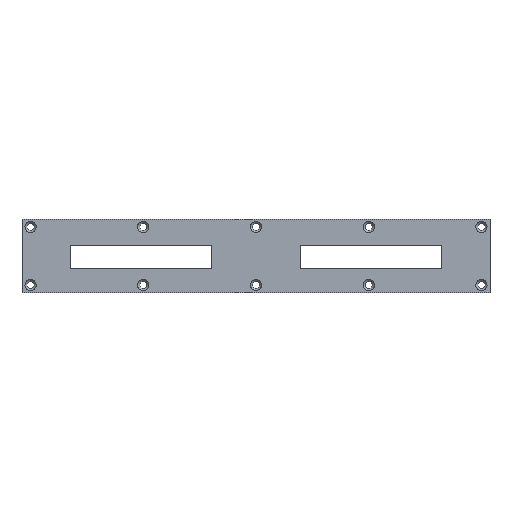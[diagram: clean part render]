
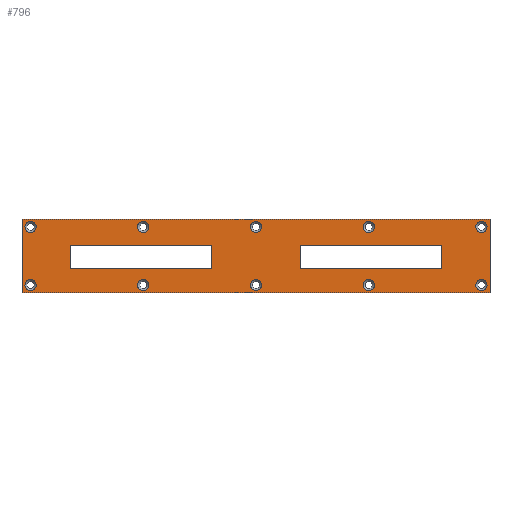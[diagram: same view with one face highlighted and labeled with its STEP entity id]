
A CAD part, top view. The second image highlights one B-rep face of the part: STEP entity #796.
In plain terms, the highlighted planar face has unit normal (0, 0, 1).
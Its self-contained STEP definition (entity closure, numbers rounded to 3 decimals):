
#165=DIRECTION('',(0.,-1.,0.));
#166=VECTOR('',#165,30.);
#167=CARTESIAN_POINT('',(-95.,15.,0.8));
#168=LINE('',#167,#166);
#169=DIRECTION('',(-1.,0.,0.));
#170=VECTOR('',#169,190.);
#171=CARTESIAN_POINT('',(95.,15.,0.8));
#172=LINE('',#171,#170);
#173=DIRECTION('',(0.,1.,0.));
#174=VECTOR('',#173,30.);
#175=CARTESIAN_POINT('',(95.,-15.,0.8));
#176=LINE('',#175,#174);
#177=DIRECTION('',(1.,0.,0.));
#178=VECTOR('',#177,190.);
#179=CARTESIAN_POINT('',(-95.,-15.,0.8));
#180=LINE('',#179,#178);
#181=DIRECTION('',(0.,-1.,0.));
#182=VECTOR('',#181,9.554);
#183=CARTESIAN_POINT('',(75.472,4.404,0.8));
#184=LINE('',#183,#182);
#185=DIRECTION('',(1.,0.,0.));
#186=VECTOR('',#185,57.5);
#187=CARTESIAN_POINT('',(17.972,4.404,0.8));
#188=LINE('',#187,#186);
#189=DIRECTION('',(0.,1.,0.));
#190=VECTOR('',#189,9.554);
#191=CARTESIAN_POINT('',(17.972,-5.15,0.8));
#192=LINE('',#191,#190);
#193=DIRECTION('',(-1.,0.,0.));
#194=VECTOR('',#193,57.5);
#195=CARTESIAN_POINT('',(75.472,-5.15,0.8));
#196=LINE('',#195,#194);
#197=DIRECTION('',(1.,0.,0.));
#198=VECTOR('',#197,57.5);
#199=CARTESIAN_POINT('',(-75.5,4.404,0.8));
#200=LINE('',#199,#198);
#201=DIRECTION('',(0.,1.,0.));
#202=VECTOR('',#201,9.554);
#203=CARTESIAN_POINT('',(-75.5,-5.15,0.8));
#204=LINE('',#203,#202);
#205=DIRECTION('',(-1.,0.,0.));
#206=VECTOR('',#205,57.5);
#207=CARTESIAN_POINT('',(-18.,-5.15,0.8));
#208=LINE('',#207,#206);
#209=DIRECTION('',(0.,-1.,0.));
#210=VECTOR('',#209,9.554);
#211=CARTESIAN_POINT('',(-18.,4.404,0.8));
#212=LINE('',#211,#210);
#213=CARTESIAN_POINT('',(-91.5,-11.8,0.8));
#214=DIRECTION('',(0.,0.,-1.));
#215=DIRECTION('',(1.,0.,0.));
#216=AXIS2_PLACEMENT_3D('',#213,#214,#215);
#218=CARTESIAN_POINT('',(-91.5,-11.8,0.8));
#219=DIRECTION('',(0.,0.,-1.));
#220=DIRECTION('',(-1.,0.,0.));
#221=AXIS2_PLACEMENT_3D('',#218,#219,#220);
#223=CARTESIAN_POINT('',(-91.5,11.8,0.8));
#224=DIRECTION('',(0.,0.,-1.));
#225=DIRECTION('',(1.,0.,0.));
#226=AXIS2_PLACEMENT_3D('',#223,#224,#225);
#228=CARTESIAN_POINT('',(-91.5,11.8,0.8));
#229=DIRECTION('',(0.,0.,-1.));
#230=DIRECTION('',(-1.,0.,0.));
#231=AXIS2_PLACEMENT_3D('',#228,#229,#230);
#233=CARTESIAN_POINT('',(-45.75,11.8,0.8));
#234=DIRECTION('',(0.,0.,-1.));
#235=DIRECTION('',(-1.,0.,0.));
#236=AXIS2_PLACEMENT_3D('',#233,#234,#235);
#238=CARTESIAN_POINT('',(-45.75,11.8,0.8));
#239=DIRECTION('',(0.,0.,-1.));
#240=DIRECTION('',(1.,0.,0.));
#241=AXIS2_PLACEMENT_3D('',#238,#239,#240);
#243=CARTESIAN_POINT('',(-45.75,-11.8,0.8));
#244=DIRECTION('',(0.,0.,-1.));
#245=DIRECTION('',(1.,0.,0.));
#246=AXIS2_PLACEMENT_3D('',#243,#244,#245);
#248=CARTESIAN_POINT('',(-45.75,-11.8,0.8));
#249=DIRECTION('',(0.,0.,-1.));
#250=DIRECTION('',(-1.,0.,0.));
#251=AXIS2_PLACEMENT_3D('',#248,#249,#250);
#253=CARTESIAN_POINT('',(0.,-11.8,0.8));
#254=DIRECTION('',(0.,0.,-1.));
#255=DIRECTION('',(1.,0.,0.));
#256=AXIS2_PLACEMENT_3D('',#253,#254,#255);
#258=CARTESIAN_POINT('',(0.,-11.8,0.8));
#259=DIRECTION('',(0.,0.,-1.));
#260=DIRECTION('',(-1.,0.,0.));
#261=AXIS2_PLACEMENT_3D('',#258,#259,#260);
#263=CARTESIAN_POINT('',(0.,11.8,0.8));
#264=DIRECTION('',(0.,0.,-1.));
#265=DIRECTION('',(-1.,0.,0.));
#266=AXIS2_PLACEMENT_3D('',#263,#264,#265);
#268=CARTESIAN_POINT('',(0.,11.8,0.8));
#269=DIRECTION('',(0.,0.,-1.));
#270=DIRECTION('',(1.,0.,0.));
#271=AXIS2_PLACEMENT_3D('',#268,#269,#270);
#273=CARTESIAN_POINT('',(45.75,11.8,0.8));
#274=DIRECTION('',(0.,0.,-1.));
#275=DIRECTION('',(-1.,0.,0.));
#276=AXIS2_PLACEMENT_3D('',#273,#274,#275);
#278=CARTESIAN_POINT('',(45.75,11.8,0.8));
#279=DIRECTION('',(0.,0.,-1.));
#280=DIRECTION('',(1.,0.,0.));
#281=AXIS2_PLACEMENT_3D('',#278,#279,#280);
#283=CARTESIAN_POINT('',(45.75,-11.8,0.8));
#284=DIRECTION('',(0.,0.,-1.));
#285=DIRECTION('',(1.,0.,0.));
#286=AXIS2_PLACEMENT_3D('',#283,#284,#285);
#288=CARTESIAN_POINT('',(45.75,-11.8,0.8));
#289=DIRECTION('',(0.,0.,-1.));
#290=DIRECTION('',(-1.,0.,0.));
#291=AXIS2_PLACEMENT_3D('',#288,#289,#290);
#293=CARTESIAN_POINT('',(91.5,-11.8,0.8));
#294=DIRECTION('',(0.,0.,-1.));
#295=DIRECTION('',(1.,0.,0.));
#296=AXIS2_PLACEMENT_3D('',#293,#294,#295);
#298=CARTESIAN_POINT('',(91.5,-11.8,0.8));
#299=DIRECTION('',(0.,0.,-1.));
#300=DIRECTION('',(-1.,0.,0.));
#301=AXIS2_PLACEMENT_3D('',#298,#299,#300);
#303=CARTESIAN_POINT('',(91.5,11.8,0.8));
#304=DIRECTION('',(0.,0.,-1.));
#305=DIRECTION('',(-1.,0.,0.));
#306=AXIS2_PLACEMENT_3D('',#303,#304,#305);
#308=CARTESIAN_POINT('',(91.5,11.8,0.8));
#309=DIRECTION('',(0.,0.,-1.));
#310=DIRECTION('',(1.,0.,0.));
#311=AXIS2_PLACEMENT_3D('',#308,#309,#310);
#433=CARTESIAN_POINT('',(-95.,15.,0.8));
#434=CARTESIAN_POINT('',(-95.,-15.,0.8));
#435=VERTEX_POINT('',#433);
#436=VERTEX_POINT('',#434);
#437=CARTESIAN_POINT('',(95.,-15.,0.8));
#438=VERTEX_POINT('',#437);
#439=CARTESIAN_POINT('',(95.,15.,0.8));
#440=VERTEX_POINT('',#439);
#441=CARTESIAN_POINT('',(89.2,-11.8,0.8));
#443=VERTEX_POINT('',#441);
#445=CARTESIAN_POINT('',(93.8,-11.8,0.8));
#447=VERTEX_POINT('',#445);
#449=CARTESIAN_POINT('',(-89.2,-11.8,0.8));
#450=CARTESIAN_POINT('',(-93.8,-11.8,0.8));
#451=VERTEX_POINT('',#449);
#452=VERTEX_POINT('',#450);
#457=CARTESIAN_POINT('',(-89.2,11.8,0.8));
#458=CARTESIAN_POINT('',(-93.8,11.8,0.8));
#459=VERTEX_POINT('',#457);
#460=VERTEX_POINT('',#458);
#465=CARTESIAN_POINT('',(-48.05,11.8,0.8));
#466=CARTESIAN_POINT('',(-43.45,11.8,0.8));
#467=VERTEX_POINT('',#465);
#468=VERTEX_POINT('',#466);
#473=CARTESIAN_POINT('',(-43.45,-11.8,0.8));
#474=CARTESIAN_POINT('',(-48.05,-11.8,0.8));
#475=VERTEX_POINT('',#473);
#476=VERTEX_POINT('',#474);
#481=CARTESIAN_POINT('',(2.3,-11.8,0.8));
#482=CARTESIAN_POINT('',(-2.3,-11.8,0.8));
#483=VERTEX_POINT('',#481);
#484=VERTEX_POINT('',#482);
#489=CARTESIAN_POINT('',(-2.3,11.8,0.8));
#490=CARTESIAN_POINT('',(2.3,11.8,0.8));
#491=VERTEX_POINT('',#489);
#492=VERTEX_POINT('',#490);
#497=CARTESIAN_POINT('',(43.45,11.8,0.8));
#498=CARTESIAN_POINT('',(48.05,11.8,0.8));
#499=VERTEX_POINT('',#497);
#500=VERTEX_POINT('',#498);
#505=CARTESIAN_POINT('',(48.05,-11.8,0.8));
#506=CARTESIAN_POINT('',(43.45,-11.8,0.8));
#507=VERTEX_POINT('',#505);
#508=VERTEX_POINT('',#506);
#513=CARTESIAN_POINT('',(89.2,11.8,0.8));
#514=CARTESIAN_POINT('',(93.8,11.8,0.8));
#515=VERTEX_POINT('',#513);
#516=VERTEX_POINT('',#514);
#529=CARTESIAN_POINT('',(75.472,4.404,0.8));
#530=CARTESIAN_POINT('',(75.472,-5.15,0.8));
#531=VERTEX_POINT('',#529);
#532=VERTEX_POINT('',#530);
#533=CARTESIAN_POINT('',(17.972,-5.15,0.8));
#534=VERTEX_POINT('',#533);
#535=CARTESIAN_POINT('',(17.972,4.404,0.8));
#536=VERTEX_POINT('',#535);
#545=CARTESIAN_POINT('',(-75.5,4.404,0.8));
#546=CARTESIAN_POINT('',(-18.,4.404,0.8));
#547=VERTEX_POINT('',#545);
#548=VERTEX_POINT('',#546);
#549=CARTESIAN_POINT('',(-18.,-5.15,0.8));
#550=VERTEX_POINT('',#549);
#551=CARTESIAN_POINT('',(-75.5,-5.15,0.8));
#552=VERTEX_POINT('',#551);
#705=CARTESIAN_POINT('',(0.,0.,0.8));
#706=DIRECTION('',(0.,0.,1.));
#707=DIRECTION('',(1.,0.,0.));
#708=AXIS2_PLACEMENT_3D('',#705,#706,#707);
#709=PLANE('',#708);
#710=ORIENTED_EDGE('',*,*,#657,.F.);
#711=ORIENTED_EDGE('',*,*,#672,.F.);
#712=ORIENTED_EDGE('',*,*,#686,.F.);
#713=ORIENTED_EDGE('',*,*,#699,.F.);
#714=EDGE_LOOP('',(#710,#711,#712,#713));
#715=FACE_OUTER_BOUND('',#714,.F.);
#717=ORIENTED_EDGE('',*,*,#716,.F.);
#719=ORIENTED_EDGE('',*,*,#718,.F.);
#721=ORIENTED_EDGE('',*,*,#720,.F.);
#723=ORIENTED_EDGE('',*,*,#722,.F.);
#724=EDGE_LOOP('',(#717,#719,#721,#723));
#725=FACE_BOUND('',#724,.F.);
#727=ORIENTED_EDGE('',*,*,#726,.F.);
#729=ORIENTED_EDGE('',*,*,#728,.F.);
#731=ORIENTED_EDGE('',*,*,#730,.F.);
#733=ORIENTED_EDGE('',*,*,#732,.F.);
#734=EDGE_LOOP('',(#727,#729,#731,#733));
#735=FACE_BOUND('',#734,.F.);
#737=ORIENTED_EDGE('',*,*,#736,.F.);
#739=ORIENTED_EDGE('',*,*,#738,.F.);
#740=EDGE_LOOP('',(#737,#739));
#741=FACE_BOUND('',#740,.F.);
#743=ORIENTED_EDGE('',*,*,#742,.F.);
#745=ORIENTED_EDGE('',*,*,#744,.F.);
#746=EDGE_LOOP('',(#743,#745));
#747=FACE_BOUND('',#746,.F.);
#749=ORIENTED_EDGE('',*,*,#748,.F.);
#751=ORIENTED_EDGE('',*,*,#750,.F.);
#752=EDGE_LOOP('',(#749,#751));
#753=FACE_BOUND('',#752,.F.);
#755=ORIENTED_EDGE('',*,*,#754,.F.);
#757=ORIENTED_EDGE('',*,*,#756,.F.);
#758=EDGE_LOOP('',(#755,#757));
#759=FACE_BOUND('',#758,.F.);
#761=ORIENTED_EDGE('',*,*,#760,.F.);
#763=ORIENTED_EDGE('',*,*,#762,.F.);
#764=EDGE_LOOP('',(#761,#763));
#765=FACE_BOUND('',#764,.F.);
#767=ORIENTED_EDGE('',*,*,#766,.F.);
#769=ORIENTED_EDGE('',*,*,#768,.F.);
#770=EDGE_LOOP('',(#767,#769));
#771=FACE_BOUND('',#770,.F.);
#773=ORIENTED_EDGE('',*,*,#772,.F.);
#775=ORIENTED_EDGE('',*,*,#774,.F.);
#776=EDGE_LOOP('',(#773,#775));
#777=FACE_BOUND('',#776,.F.);
#779=ORIENTED_EDGE('',*,*,#778,.F.);
#781=ORIENTED_EDGE('',*,*,#780,.F.);
#782=EDGE_LOOP('',(#779,#781));
#783=FACE_BOUND('',#782,.F.);
#785=ORIENTED_EDGE('',*,*,#784,.F.);
#787=ORIENTED_EDGE('',*,*,#786,.F.);
#788=EDGE_LOOP('',(#785,#787));
#789=FACE_BOUND('',#788,.F.);
#791=ORIENTED_EDGE('',*,*,#790,.F.);
#793=ORIENTED_EDGE('',*,*,#792,.F.);
#794=EDGE_LOOP('',(#791,#793));
#795=FACE_BOUND('',#794,.F.);
#217=CIRCLE('',#216,2.3);
#222=CIRCLE('',#221,2.3);
#227=CIRCLE('',#226,2.3);
#232=CIRCLE('',#231,2.3);
#237=CIRCLE('',#236,2.3);
#242=CIRCLE('',#241,2.3);
#247=CIRCLE('',#246,2.3);
#252=CIRCLE('',#251,2.3);
#257=CIRCLE('',#256,2.3);
#262=CIRCLE('',#261,2.3);
#267=CIRCLE('',#266,2.3);
#272=CIRCLE('',#271,2.3);
#277=CIRCLE('',#276,2.3);
#282=CIRCLE('',#281,2.3);
#287=CIRCLE('',#286,2.3);
#292=CIRCLE('',#291,2.3);
#297=CIRCLE('',#296,2.3);
#302=CIRCLE('',#301,2.3);
#307=CIRCLE('',#306,2.3);
#312=CIRCLE('',#311,2.3);
#657=EDGE_CURVE('',#435,#436,#168,.T.);
#672=EDGE_CURVE('',#440,#435,#172,.T.);
#686=EDGE_CURVE('',#438,#440,#176,.T.);
#699=EDGE_CURVE('',#436,#438,#180,.T.);
#716=EDGE_CURVE('',#531,#532,#184,.T.);
#718=EDGE_CURVE('',#536,#531,#188,.T.);
#720=EDGE_CURVE('',#534,#536,#192,.T.);
#722=EDGE_CURVE('',#532,#534,#196,.T.);
#726=EDGE_CURVE('',#547,#548,#200,.T.);
#728=EDGE_CURVE('',#552,#547,#204,.T.);
#730=EDGE_CURVE('',#550,#552,#208,.T.);
#732=EDGE_CURVE('',#548,#550,#212,.T.);
#736=EDGE_CURVE('',#451,#452,#217,.T.);
#738=EDGE_CURVE('',#452,#451,#222,.T.);
#742=EDGE_CURVE('',#459,#460,#227,.T.);
#744=EDGE_CURVE('',#460,#459,#232,.T.);
#748=EDGE_CURVE('',#467,#468,#237,.T.);
#750=EDGE_CURVE('',#468,#467,#242,.T.);
#754=EDGE_CURVE('',#475,#476,#247,.T.);
#756=EDGE_CURVE('',#476,#475,#252,.T.);
#760=EDGE_CURVE('',#483,#484,#257,.T.);
#762=EDGE_CURVE('',#484,#483,#262,.T.);
#766=EDGE_CURVE('',#491,#492,#267,.T.);
#768=EDGE_CURVE('',#492,#491,#272,.T.);
#772=EDGE_CURVE('',#499,#500,#277,.T.);
#774=EDGE_CURVE('',#500,#499,#282,.T.);
#778=EDGE_CURVE('',#507,#508,#287,.T.);
#780=EDGE_CURVE('',#508,#507,#292,.T.);
#784=EDGE_CURVE('',#447,#443,#297,.T.);
#786=EDGE_CURVE('',#443,#447,#302,.T.);
#790=EDGE_CURVE('',#515,#516,#307,.T.);
#792=EDGE_CURVE('',#516,#515,#312,.T.);
#796=ADVANCED_FACE('',(#715,#725,#735,#741,#747,#753,#759,#765,#771,#777,#783,
#789,#795),#709,.T.);
